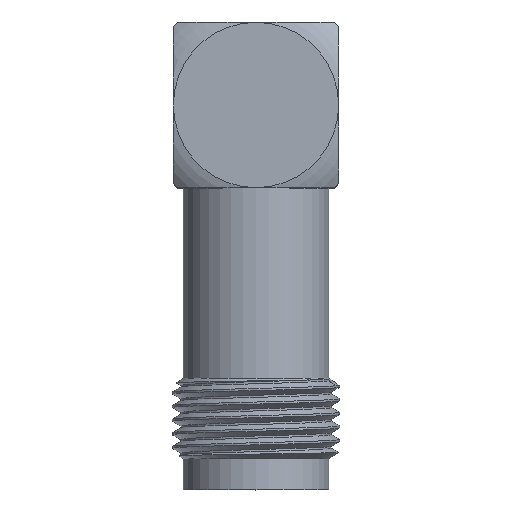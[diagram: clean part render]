
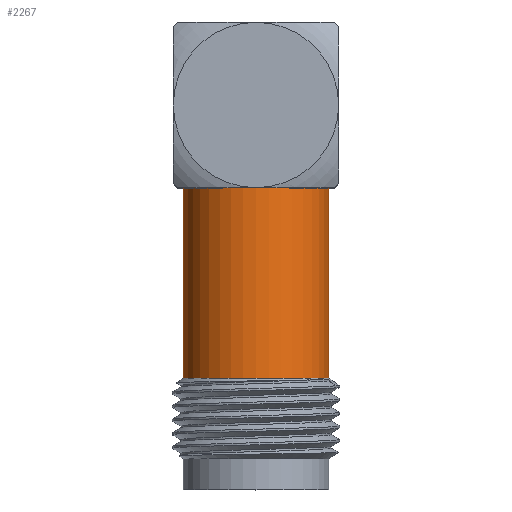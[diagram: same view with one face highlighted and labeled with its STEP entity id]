
A CAD part, top view. The second image highlights one B-rep face of the part: STEP entity #2267.
In plain terms, the highlighted cylindrical face has radius 4.825 mm (diameter 9.65 mm), a full revolution.
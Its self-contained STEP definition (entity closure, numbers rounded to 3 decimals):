
#358=CYLINDRICAL_SURFACE('',#2401,4.825);
#648=ORIENTED_EDGE('',*,*,#936,.T.);
#649=ORIENTED_EDGE('',*,*,#916,.F.);
#916=EDGE_CURVE('',#1096,#1096,#1184,.T.);
#936=EDGE_CURVE('',#1112,#1112,#1193,.F.);
#1096=VERTEX_POINT('',#3243);
#1112=VERTEX_POINT('',#4638);
#1184=CIRCLE('',#2377,4.825);
#1193=CIRCLE('',#2393,4.825);
#1314=EDGE_LOOP('',(#648));
#1315=EDGE_LOOP('',(#649));
#1445=FACE_BOUND('',#1314,.T.);
#1446=FACE_BOUND('',#1315,.T.);
#2267=ADVANCED_FACE('',(#1445,#1446),#358,.T.);
#2377=AXIS2_PLACEMENT_3D('',#3242,#2718,#2719);
#2393=AXIS2_PLACEMENT_3D('',#4637,#2751,#2752);
#2401=AXIS2_PLACEMENT_3D('',#4648,#2767,#2768);
#2718=DIRECTION('',(0.,1.,0.));
#2719=DIRECTION('',(1.,0.,0.));
#2751=DIRECTION('',(0.,-1.,0.));
#2752=DIRECTION('',(0.,0.,-1.));
#2767=DIRECTION('',(0.,1.,0.));
#2768=DIRECTION('',(0.,0.,1.));
#3242=CARTESIAN_POINT('',(0.,-5.5,1.5));
#3243=CARTESIAN_POINT('',(4.825,-5.5,1.5));
#4637=CARTESIAN_POINT('',(0.,-18.096,1.5));
#4638=CARTESIAN_POINT('',(0.,-18.096,-3.325));
#4648=CARTESIAN_POINT('',(0.,-25.5,1.5));
